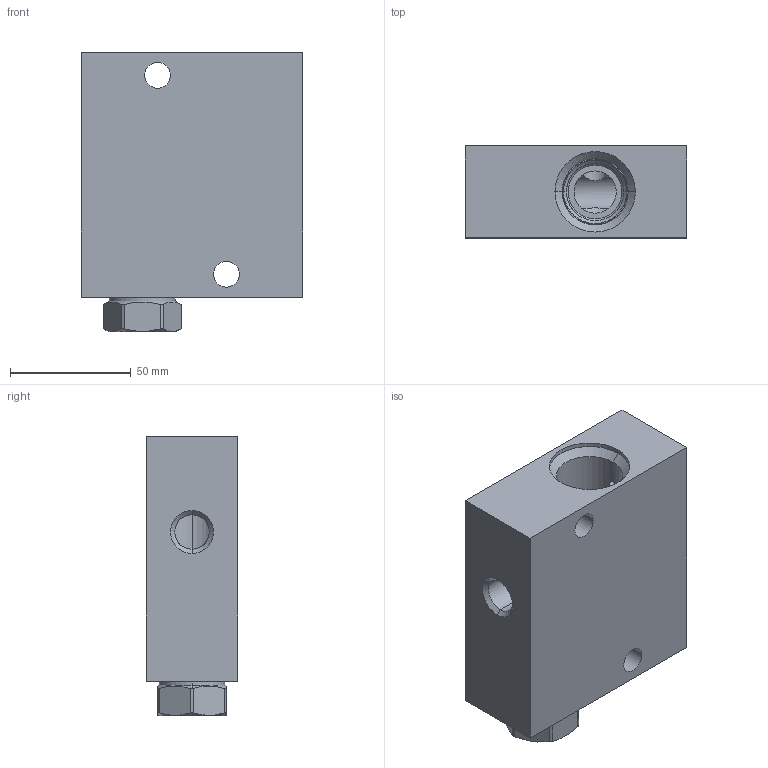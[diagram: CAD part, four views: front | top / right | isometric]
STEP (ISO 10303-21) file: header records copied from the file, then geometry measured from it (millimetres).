
FILE_DESCRIPTION((''),'2;1');
FILE_NAME('B4B_ASM','2021-09-27T',('ProEService'),(''),'PRO/ENGINEER BY PARAMETRIC TECHNOLOGY CORPORATION, 2014200','PRO/ENGINEER BY PARAMETRIC TECHNOLOGY CORPORATION, 2014200','');
FILE_SCHEMA(('CONFIG_CONTROL_DESIGN'));
Length unit declared in the file: inch
Products named in the file (3): 151-021-001; CXEDXCN; B4B_ASM
Assembly tree (2 placements, depth 2):
  B4B_ASM
    151-021-001
    CXEDXCN
Bounding box: 92.08 x 38.1 x 115.87 mm (x, y, z)
Volume: 300099.1 mm3; surface area: 57434.7 mm2
Topology: 4 solids, 5 shells, 255 faces, 844 edges, 693 vertices
Faces by surface type: cylinder 107, plane 55, cone 55, torus 26, revolution 8, sphere 4
Entity records: 10704 total; most frequent: CARTESIAN_POINT 3394, DIRECTION 1552, ORIENTED_EDGE 1212, EDGE_CURVE 606, AXIS2_PLACEMENT_3D 549, VECTOR 446, LINE 446, VERTEX_POINT 370
